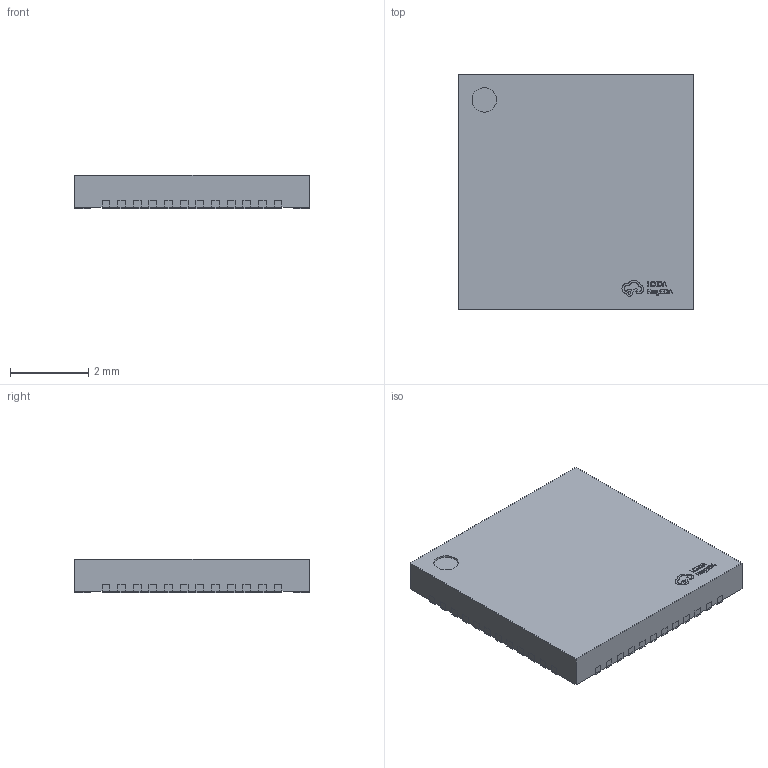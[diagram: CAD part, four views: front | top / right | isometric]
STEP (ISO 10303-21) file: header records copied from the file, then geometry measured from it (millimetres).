
FILE_DESCRIPTION (( 'STEP AP214' ), '1' );
FILE_NAME ('QFN-48_L6.0-W6.0-P0.40-TL-EP4.6.step', '2022-07-15T03:30:50', ( '' ), ( '' ), 'SwSTEP 2.0', 'SolidWorks 2020', '' );
FILE_SCHEMA (( 'AUTOMOTIVE_DESIGN' ));
Length unit declared in the file: millimetre
Products named in the file (1): QFN-48_L6.0-W6.0-P0.40-TL-EP4.6
Bounding box: 6 x 6 x 0.85 mm (x, y, z)
Volume: 30.1 mm3; surface area: 215.9 mm2
Topology: 112 solids, 112 shells, 1087 faces, 2562 edges, 1708 vertices
Faces by surface type: plane 973, bspline 112, cylinder 2
Entity records: 44219 total; most frequent: CARTESIAN_POINT 7462, ORIENTED_EDGE 5124, DIRECTION 4290, EDGE_CURVE 2562, VECTOR 2330, LINE 2330, VERTEX_POINT 1708, UNCERTAINTY_MEASURE_WITH_UNIT 1144
